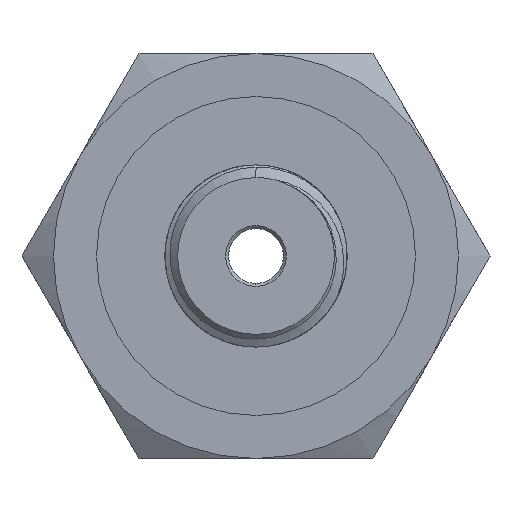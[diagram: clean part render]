
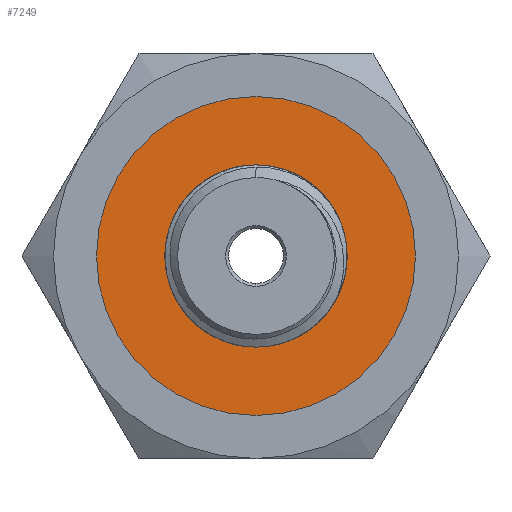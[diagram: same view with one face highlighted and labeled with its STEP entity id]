
A CAD part, left-side view. The second image highlights one B-rep face of the part: STEP entity #7249.
In plain terms, the highlighted planar face has unit normal (-1, 0, 0).
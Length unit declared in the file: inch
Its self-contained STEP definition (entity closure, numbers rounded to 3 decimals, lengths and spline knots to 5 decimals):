
#244 = CARTESIAN_POINT ( 'NONE',  ( 0.316, 0., 0.2705 ) ) ;
#297 = CIRCLE ( 'NONE', #2590, 0.1545 ) ;
#789 = EDGE_CURVE ( 'NONE', #3017, #1659, #297, .T. ) ;
#1108 = DIRECTION ( 'NONE',  ( 0., 0., -1. ) ) ;
#1255 = FACE_OUTER_BOUND ( 'NONE', #7696, .T. ) ;
#1263 = CIRCLE ( 'NONE', #7847, 0.2705 ) ;
#1328 = ORIENTED_EDGE ( 'NONE', *, *, #3499, .T. ) ;
#1659 = VERTEX_POINT ( 'NONE', #8888 ) ;
#1750 = VERTEX_POINT ( 'NONE', #6311 ) ;
#1855 = ORIENTED_EDGE ( 'NONE', *, *, #3329, .F. ) ;
#2034 = VERTEX_POINT ( 'NONE', #244 ) ;
#2087 = CARTESIAN_POINT ( 'NONE',  ( 0.316, 0., 0.1545 ) ) ;
#2124 = DIRECTION ( 'NONE',  ( 1., 0., 0. ) ) ;
#2315 = CARTESIAN_POINT ( 'NONE',  ( 0.316, 0.1545, 0. ) ) ;
#2464 = EDGE_CURVE ( 'NONE', #2034, #1750, #1263, .T. ) ;
#2468 = DIRECTION ( 'NONE',  ( 1., 0., 0. ) ) ;
#2590 = AXIS2_PLACEMENT_3D ( 'NONE', #3412, #2124, #5493 ) ;
#2865 = FACE_BOUND ( 'NONE', #3120, .T. ) ;
#3017 = VERTEX_POINT ( 'NONE', #2087 ) ;
#3120 = EDGE_LOOP ( 'NONE', ( #1328, #7448 ) ) ;
#3329 = EDGE_CURVE ( 'NONE', #1750, #2034, #7414, .T. ) ;
#3342 = AXIS2_PLACEMENT_3D ( 'NONE', #6600, #4425, #7939 ) ;
#3412 = CARTESIAN_POINT ( 'NONE',  ( 0.316, 0., 0. ) ) ;
#3499 = EDGE_CURVE ( 'NONE', #1659, #3017, #5578, .T. ) ;
#4263 = AXIS2_PLACEMENT_3D ( 'NONE', #6934, #4815, #8938 ) ;
#4382 = AXIS2_PLACEMENT_3D ( 'NONE', #2315, #7144, #5696 ) ;
#4425 = DIRECTION ( 'NONE',  ( 1., 0., 0. ) ) ;
#4815 = DIRECTION ( 'NONE',  ( 1., 0., 0. ) ) ;
#4992 = PLANE ( 'NONE',  #4382 ) ;
#5493 = DIRECTION ( 'NONE',  ( 0., 0., -1. ) ) ;
#5499 = ORIENTED_EDGE ( 'NONE', *, *, #2464, .F. ) ;
#5578 = CIRCLE ( 'NONE', #4263, 0.1545 ) ;
#5696 = DIRECTION ( 'NONE',  ( 0., 0., 1. ) ) ;
#6311 = CARTESIAN_POINT ( 'NONE',  ( 0.316, 0., -0.2705 ) ) ;
#6600 = CARTESIAN_POINT ( 'NONE',  ( 0.316, 0., 0. ) ) ;
#6934 = CARTESIAN_POINT ( 'NONE',  ( 0.316, 0., 0. ) ) ;
#7144 = DIRECTION ( 'NONE',  ( -1., 0., 0. ) ) ;
#7249 = ADVANCED_FACE ( 'NONE', ( #2865, #1255 ), #4992, .T. ) ;
#7414 = CIRCLE ( 'NONE', #3342, 0.2705 ) ;
#7448 = ORIENTED_EDGE ( 'NONE', *, *, #789, .T. ) ;
#7696 = EDGE_LOOP ( 'NONE', ( #1855, #5499 ) ) ;
#7847 = AXIS2_PLACEMENT_3D ( 'NONE', #8631, #2468, #1108 ) ;
#7939 = DIRECTION ( 'NONE',  ( 0., 0., -1. ) ) ;
#8631 = CARTESIAN_POINT ( 'NONE',  ( 0.316, 0., 0. ) ) ;
#8888 = CARTESIAN_POINT ( 'NONE',  ( 0.316, 0., -0.1545 ) ) ;
#8938 = DIRECTION ( 'NONE',  ( 0., 0., -1. ) ) ;
